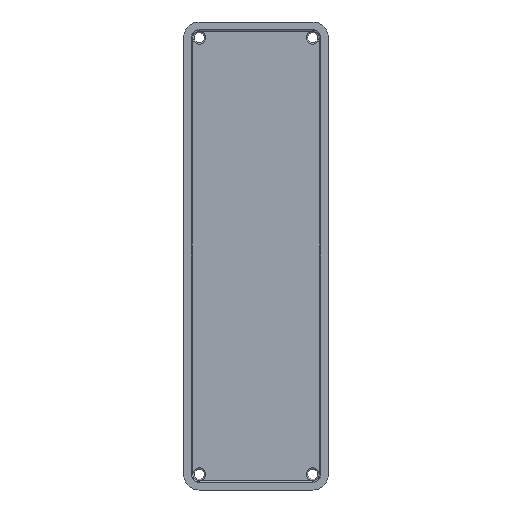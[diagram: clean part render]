
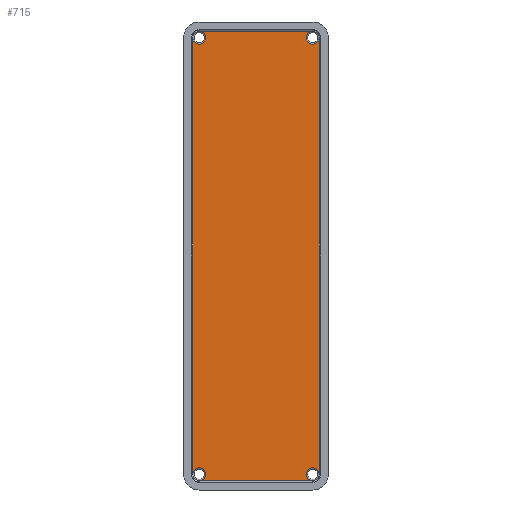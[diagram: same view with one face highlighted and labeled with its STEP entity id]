
A CAD part, top view. The second image highlights one B-rep face of the part: STEP entity #715.
In plain terms, the highlighted planar face has unit normal (0, 0, 1).
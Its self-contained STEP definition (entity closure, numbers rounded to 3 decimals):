
#15=ELLIPSE('',#786,1.253,1.253);
#16=ELLIPSE('',#790,1.253,1.253);
#17=ELLIPSE('',#794,1.253,1.253);
#18=ELLIPSE('',#798,1.253,1.253);
#35=FACE_BOUND('',#144,.T.);
#36=FACE_BOUND('',#145,.T.);
#37=FACE_BOUND('',#146,.T.);
#38=FACE_BOUND('',#147,.T.);
#47=PLANE('',#806);
#96=FACE_OUTER_BOUND('',#143,.T.);
#143=EDGE_LOOP('',(#590,#591,#592,#593,#594,#595,#596,#597));
#144=EDGE_LOOP('',(#598));
#145=EDGE_LOOP('',(#599));
#146=EDGE_LOOP('',(#600));
#147=EDGE_LOOP('',(#601));
#182=LINE('',#1205,#226);
#184=LINE('',#1245,#228);
#186=LINE('',#1285,#230);
#188=LINE('',#1322,#232);
#226=VECTOR('',#952,10.);
#228=VECTOR('',#962,10.);
#230=VECTOR('',#972,10.);
#232=VECTOR('',#980,10.);
#282=CIRCLE('',#807,1.25);
#283=CIRCLE('',#808,1.25);
#284=CIRCLE('',#809,1.25);
#285=CIRCLE('',#810,1.25);
#326=VERTEX_POINT('',#1189);
#329=VERTEX_POINT('',#1198);
#331=VERTEX_POINT('',#1203);
#333=VERTEX_POINT('',#1233);
#335=VERTEX_POINT('',#1243);
#337=VERTEX_POINT('',#1273);
#339=VERTEX_POINT('',#1283);
#341=VERTEX_POINT('',#1313);
#347=VERTEX_POINT('',#1343);
#348=VERTEX_POINT('',#1345);
#349=VERTEX_POINT('',#1347);
#350=VERTEX_POINT('',#1349);
#409=EDGE_CURVE('',#329,#326,#15,.T.);
#411=EDGE_CURVE('',#331,#329,#182,.T.);
#414=EDGE_CURVE('',#333,#331,#16,.T.);
#417=EDGE_CURVE('',#335,#333,#184,.T.);
#420=EDGE_CURVE('',#337,#335,#17,.T.);
#423=EDGE_CURVE('',#339,#337,#186,.T.);
#426=EDGE_CURVE('',#341,#339,#18,.T.);
#428=EDGE_CURVE('',#326,#341,#188,.T.);
#439=EDGE_CURVE('',#347,#347,#282,.T.);
#440=EDGE_CURVE('',#348,#348,#283,.T.);
#441=EDGE_CURVE('',#349,#349,#284,.T.);
#442=EDGE_CURVE('',#350,#350,#285,.T.);
#590=ORIENTED_EDGE('',*,*,#409,.F.);
#591=ORIENTED_EDGE('',*,*,#411,.F.);
#592=ORIENTED_EDGE('',*,*,#414,.F.);
#593=ORIENTED_EDGE('',*,*,#417,.F.);
#594=ORIENTED_EDGE('',*,*,#420,.F.);
#595=ORIENTED_EDGE('',*,*,#423,.F.);
#596=ORIENTED_EDGE('',*,*,#426,.F.);
#597=ORIENTED_EDGE('',*,*,#428,.F.);
#598=ORIENTED_EDGE('',*,*,#439,.F.);
#599=ORIENTED_EDGE('',*,*,#440,.F.);
#600=ORIENTED_EDGE('',*,*,#441,.F.);
#601=ORIENTED_EDGE('',*,*,#442,.F.);
#715=ADVANCED_FACE('',(#96,#35,#36,#37,#38),#47,.F.);
#786=AXIS2_PLACEMENT_3D('',#1200,#946,#947);
#790=AXIS2_PLACEMENT_3D('',#1235,#956,#957);
#794=AXIS2_PLACEMENT_3D('',#1275,#966,#967);
#798=AXIS2_PLACEMENT_3D('',#1315,#976,#977);
#806=AXIS2_PLACEMENT_3D('',#1342,#1001,#1002);
#807=AXIS2_PLACEMENT_3D('',#1344,#1003,#1004);
#808=AXIS2_PLACEMENT_3D('',#1346,#1005,#1006);
#809=AXIS2_PLACEMENT_3D('',#1348,#1007,#1008);
#810=AXIS2_PLACEMENT_3D('',#1350,#1009,#1010);
#946=DIRECTION('center_axis',(0.,0.,-1.));
#947=DIRECTION('ref_axis',(0.707,0.707,0.));
#952=DIRECTION('',(1.,0.,0.));
#956=DIRECTION('center_axis',(0.,0.,-1.));
#957=DIRECTION('ref_axis',(-0.707,0.707,0.));
#962=DIRECTION('',(0.,1.,0.));
#966=DIRECTION('center_axis',(0.,0.,-1.));
#967=DIRECTION('ref_axis',(-0.707,-0.707,0.));
#972=DIRECTION('',(-1.,0.,0.));
#976=DIRECTION('center_axis',(0.,0.,-1.));
#977=DIRECTION('ref_axis',(0.707,-0.707,0.));
#980=DIRECTION('',(0.,-1.,0.));
#1001=DIRECTION('center_axis',(0.,0.,-1.));
#1002=DIRECTION('ref_axis',(-1.,0.,0.));
#1003=DIRECTION('center_axis',(0.,0.,1.));
#1004=DIRECTION('ref_axis',(-1.,0.,0.));
#1005=DIRECTION('center_axis',(0.,0.,1.));
#1006=DIRECTION('ref_axis',(-1.,0.,0.));
#1007=DIRECTION('center_axis',(0.,0.,1.));
#1008=DIRECTION('ref_axis',(-1.,0.,0.));
#1009=DIRECTION('center_axis',(0.,0.,1.));
#1010=DIRECTION('ref_axis',(-1.,0.,0.));
#1189=CARTESIAN_POINT('',(-7.887,37.887,-33.286));
#1198=CARTESIAN_POINT('',(-9.14,39.14,-33.286));
#1200=CARTESIAN_POINT('Origin',(-9.14,37.887,-33.286));
#1203=CARTESIAN_POINT('',(-30.942,39.14,-33.286));
#1205=CARTESIAN_POINT('',(-25.491,39.14,-33.286));
#1233=CARTESIAN_POINT('',(-32.195,37.887,-33.286));
#1235=CARTESIAN_POINT('Origin',(-30.942,37.887,-33.286));
#1243=CARTESIAN_POINT('',(-32.195,-46.116,-33.286));
#1245=CARTESIAN_POINT('',(-32.195,-25.114,-33.286));
#1273=CARTESIAN_POINT('',(-30.942,-47.369,-33.286));
#1275=CARTESIAN_POINT('Origin',(-30.942,-46.116,-33.286));
#1283=CARTESIAN_POINT('',(-9.14,-47.369,-33.286));
#1285=CARTESIAN_POINT('',(-14.591,-47.369,-33.286));
#1313=CARTESIAN_POINT('',(-7.887,-46.116,-33.286));
#1315=CARTESIAN_POINT('Origin',(-9.14,-46.116,-33.286));
#1322=CARTESIAN_POINT('',(-7.887,16.886,-33.286));
#1342=CARTESIAN_POINT('Origin',(-20.041,-4.114,-33.286));
#1343=CARTESIAN_POINT('',(-10.391,37.886,-33.286));
#1344=CARTESIAN_POINT('Origin',(-9.141,37.886,-33.286));
#1345=CARTESIAN_POINT('',(-10.391,-46.114,-33.286));
#1346=CARTESIAN_POINT('Origin',(-9.141,-46.114,-33.286));
#1347=CARTESIAN_POINT('',(-32.191,37.886,-33.286));
#1348=CARTESIAN_POINT('Origin',(-30.941,37.886,-33.286));
#1349=CARTESIAN_POINT('',(-32.191,-46.114,-33.286));
#1350=CARTESIAN_POINT('Origin',(-30.941,-46.114,-33.286));
